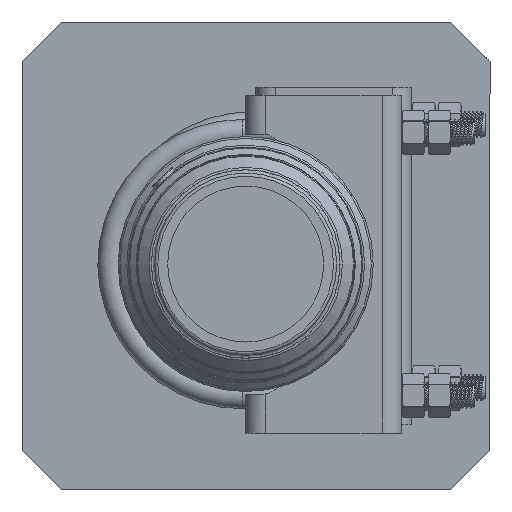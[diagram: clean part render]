
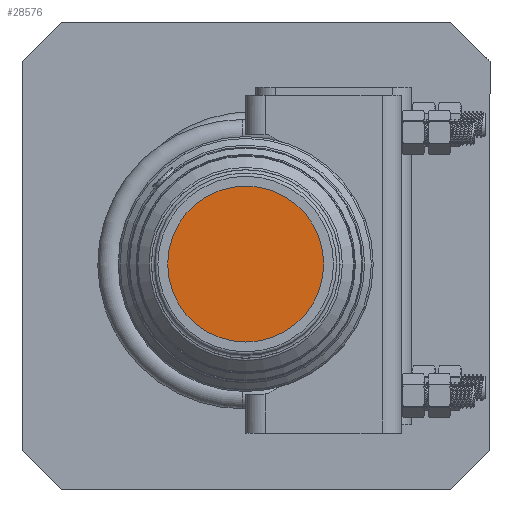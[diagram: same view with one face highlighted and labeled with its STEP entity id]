
A CAD part, front view. The second image highlights one B-rep face of the part: STEP entity #28576.
In plain terms, the highlighted planar face has unit normal (0, -1, 0).
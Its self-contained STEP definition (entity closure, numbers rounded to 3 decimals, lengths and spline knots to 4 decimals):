
#6314 = AXIS2_PLACEMENT_3D ( 'NONE', #35242, #77616, #8024 ) ;
#6679 = EDGE_LOOP ( 'NONE', ( #64206 ) ) ;
#8024 = DIRECTION ( 'NONE',  ( 1., 0., 0. ) ) ;
#28576 = ADVANCED_FACE ( 'Defeatured_2_516', ( #37481 ), #59557, .F. ) ;
#31061 = DIRECTION ( 'NONE',  ( 0., 0., 1. ) ) ;
#35242 = CARTESIAN_POINT ( 'NONE',  ( 7.0398, -4.3775, 0. ) ) ;
#37481 = FACE_OUTER_BOUND ( 'NONE', #6679, .T. ) ;
#48155 = AXIS2_PLACEMENT_3D ( 'NONE', #87261, #72510, #31061 ) ;
#49574 = CARTESIAN_POINT ( 'NONE',  ( 8.5398, -4.3775, 0. ) ) ;
#59557 = PLANE ( 'NONE',  #48155 ) ;
#64206 = ORIENTED_EDGE ( 'NONE', *, *, #87148, .F. ) ;
#64777 = VERTEX_POINT ( 'NONE', #49574 ) ;
#72510 = DIRECTION ( 'NONE',  ( 0., 1., 0. ) ) ;
#77616 = DIRECTION ( 'NONE',  ( 0., 1., 0. ) ) ;
#82797 = CIRCLE ( 'NONE', #6314, 1.5 ) ;
#87148 = EDGE_CURVE ( 'NONE', #64777, #64777, #82797, .T. ) ;
#87261 = CARTESIAN_POINT ( 'NONE',  ( 7.0398, -4.3775, 0. ) ) ;
